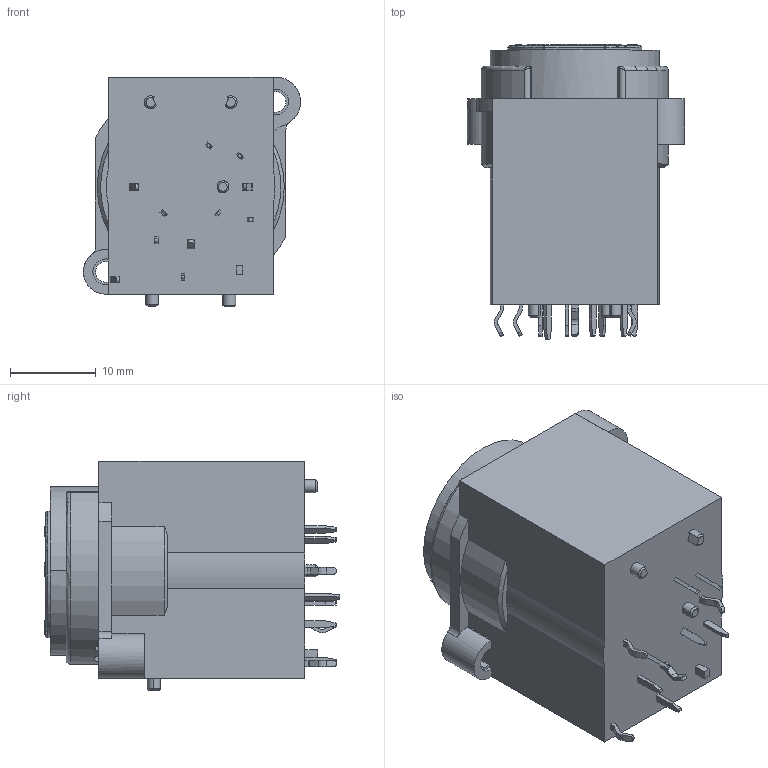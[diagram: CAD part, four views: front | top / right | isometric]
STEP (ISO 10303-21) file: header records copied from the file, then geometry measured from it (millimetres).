
FILE_DESCRIPTION((''),'2;1');
FILE_NAME('3D_FILE_NCJ10FE-V-0_ASM','2024-08-08T15:44:15',('jun.zhang'),(''),'CREO PARAMETRIC BY PTC INC, 2023424','CREO PARAMETRIC BY PTC INC, 2023424','');
FILE_SCHEMA(('AUTOMOTIVE_DESIGN { 1 0 10303 214 1 1 1 1 }'));
Length unit declared in the file: millimetre
Products named in the file (3): ASM0001_ASM_1; 123; 3D_FILE_NCJ10FE-V-0_ASM
Assembly tree (2 placements, depth 2):
  3D_FILE_NCJ10FE-V-0_ASM
    ASM0001_ASM_1
    123
Bounding box: 25.3 x 34.47 x 26.8 mm (x, y, z)
Volume: 12.5 mm3; surface area: 3990.4 mm2
Topology: 11 solids, 12 shells, 487 faces, 1443 edges, 1000 vertices
Faces by surface type: plane 283, cylinder 128, extrusion 36, cone 17, sphere 10, torus 9, bspline 4
Entity records: 21547 total; most frequent: CARTESIAN_POINT 3742, ORIENTED_EDGE 2860, DIRECTION 2732, EDGE_CURVE 1433, PRESENTATION_STYLE_ASSIGNMENT 1235, STYLED_ITEM 1235, CURVE_STYLE 1139, VERTEX_POINT 1000
